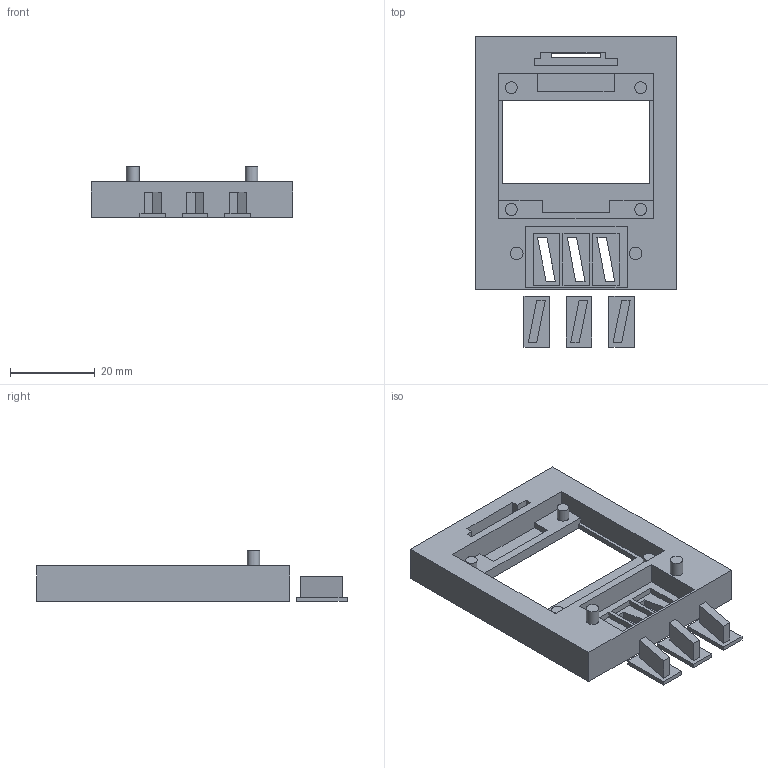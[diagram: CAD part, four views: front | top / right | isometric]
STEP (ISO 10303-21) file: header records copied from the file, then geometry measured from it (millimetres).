
FILE_DESCRIPTION(('HOOPS Exchange Step'),'2;1');
FILE_NAME('temp_export','2025-06-03T12:20:06-04:00',('mcbeav'),('Shapr3D Limited'),'HOOPS Exchange 2024.8','Shapr3D','Authorized');
FILE_SCHEMA( ('AP242_MANAGED_MODEL_BASED_3D_ENGINEERING_MIM_LF {1 0 10303 442 1 1 4}') );
Length unit declared in the file: millimetre
Products named in the file (3): Buttons; Prototyping; root
Assembly tree (2 placements, depth 2):
  root
    Buttons
    Prototyping
Bounding box: 47.5 x 73.1 x 12 mm (x, y, z)
Volume: 13074.9 mm3; surface area: 9141.3 mm2
Topology: 4 solids, 4 shells, 122 faces, 300 edges, 200 vertices
Faces by surface type: plane 116, cylinder 6
Full cylindrical faces by diameter (mm): 2.8 x4, 3 x2
Entity records: 3645 total; most frequent: CARTESIAN_POINT 628, ORIENTED_EDGE 600, DIRECTION 572, EDGE_CURVE 300, VECTOR 284, LINE 284, VERTEX_POINT 200, EDGE_LOOP 146
